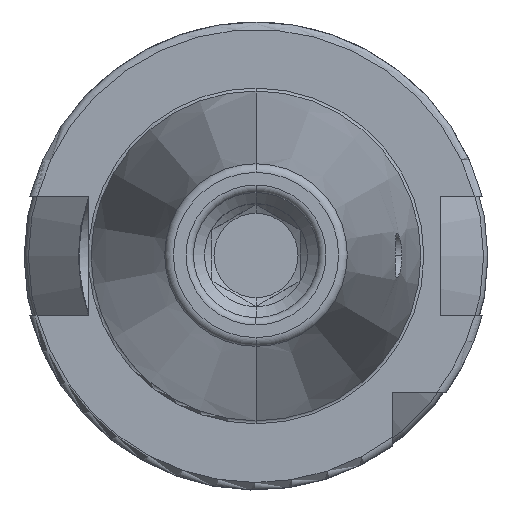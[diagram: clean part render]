
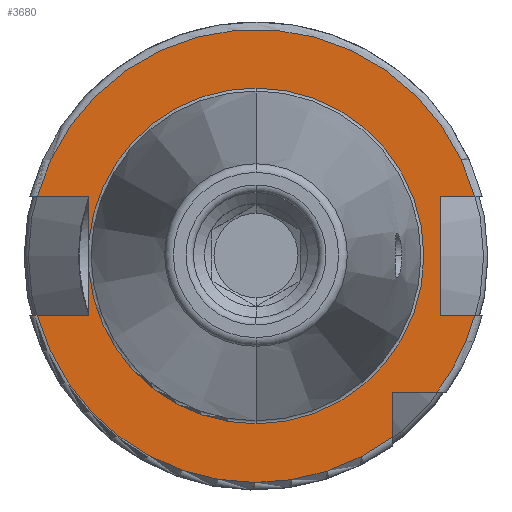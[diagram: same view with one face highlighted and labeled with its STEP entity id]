
A CAD part, top view. The second image highlights one B-rep face of the part: STEP entity #3680.
In plain terms, the highlighted planar face has unit normal (0, 0, 1).
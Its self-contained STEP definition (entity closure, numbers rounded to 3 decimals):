
#361=DIRECTION('',(1,0,0));
#362=VECTOR('',#361,7.004);
#363=CARTESIAN_POINT('',(-29.704,-8.05,15.9));
#364=LINE('',#363,#362);
#365=DIRECTION('',(0,1,0));
#366=VECTOR('',#365,5.917);
#367=CARTESIAN_POINT('',(-22.7,-8.05,15.9));
#368=LINE('',#367,#366);
#369=DIRECTION('',(0,1,0));
#370=VECTOR('',#369,5.917);
#371=CARTESIAN_POINT('',(-22.7,2.133,15.9));
#372=LINE('',#371,#370);
#373=DIRECTION('',(1,0,0));
#374=VECTOR('',#373,7.004);
#375=CARTESIAN_POINT('',(-29.704,8.05,15.9));
#376=LINE('',#375,#374);
#377=DIRECTION('',(-1,0,0));
#378=VECTOR('',#377,4.704);
#379=CARTESIAN_POINT('',(29.704,8.05,15.9));
#380=LINE('',#379,#378);
#381=DIRECTION('',(0,-1,0));
#382=VECTOR('',#381,16.1);
#383=CARTESIAN_POINT('',(25,8.05,15.9));
#384=LINE('',#383,#382);
#385=DIRECTION('',(-1,0,0));
#386=VECTOR('',#385,4.704);
#387=CARTESIAN_POINT('',(29.704,-8.05,15.9));
#388=LINE('',#387,#386);
#389=CARTESIAN_POINT('',(0,0,15.9));
#390=DIRECTION('',(0,0,1));
#391=DIRECTION('',(0.799,-0.601,0));
#392=AXIS2_PLACEMENT_3D('',#389,#390,#391);
#394=DIRECTION('',(-1,0,0));
#395=VECTOR('',#394,6.094);
#396=CARTESIAN_POINT('',(24.594,-18.5,15.9));
#397=LINE('',#396,#395);
#398=DIRECTION('',(0,1,0));
#399=VECTOR('',#398,6.094);
#400=CARTESIAN_POINT('',(18.5,-24.594,15.9));
#401=LINE('',#400,#399);
#412=CARTESIAN_POINT('',(0,0,15.9));
#413=DIRECTION('',(0,0,1));
#414=DIRECTION('',(0,1,0));
#415=AXIS2_PLACEMENT_3D('',#412,#413,#414);
#427=CARTESIAN_POINT('',(0,0,15.9));
#428=DIRECTION('',(0,0,1));
#429=DIRECTION('',(-0.996,-0.094,0));
#430=AXIS2_PLACEMENT_3D('',#427,#428,#429);
#432=CARTESIAN_POINT('',(0,0,15.9));
#433=DIRECTION('',(0,0,-1));
#434=DIRECTION('',(0,1,0));
#435=AXIS2_PLACEMENT_3D('',#432,#433,#434);
#2158=CARTESIAN_POINT('',(0,0,15.9));
#2159=DIRECTION('',(0,0,1));
#2160=DIRECTION('',(0.965,0.262,0));
#2161=AXIS2_PLACEMENT_3D('',#2158,#2159,#2160);
#2209=CARTESIAN_POINT('',(0,0,15.9));
#2210=DIRECTION('',(0,0,1));
#2211=DIRECTION('',(-0.965,-0.262,0));
#2212=AXIS2_PLACEMENT_3D('',#2209,#2210,#2211);
#2641=CARTESIAN_POINT('',(0,22.8,15.9));
#2643=VERTEX_POINT('',#2641);
#2663=CARTESIAN_POINT('',(0,-22.8,15.9));
#2665=VERTEX_POINT('',#2663);
#2803=CARTESIAN_POINT('',(-29.704,-8.05,15.9));
#2804=CARTESIAN_POINT('',(-22.7,-8.05,15.9));
#2805=VERTEX_POINT('',#2803);
#2806=VERTEX_POINT('',#2804);
#2807=CARTESIAN_POINT('',(-22.7,-2.133,15.9));
#2808=VERTEX_POINT('',#2807);
#2809=CARTESIAN_POINT('',(-22.7,2.133,15.9));
#2810=CARTESIAN_POINT('',(-22.7,8.05,15.9));
#2811=VERTEX_POINT('',#2809);
#2812=VERTEX_POINT('',#2810);
#2813=CARTESIAN_POINT('',(-29.704,8.05,15.9));
#2814=VERTEX_POINT('',#2813);
#2815=CARTESIAN_POINT('',(25,8.05,15.9));
#2816=CARTESIAN_POINT('',(25,-8.05,15.9));
#2817=VERTEX_POINT('',#2815);
#2818=VERTEX_POINT('',#2816);
#2819=CARTESIAN_POINT('',(29.704,-8.05,15.9));
#2820=VERTEX_POINT('',#2819);
#2821=CARTESIAN_POINT('',(29.704,8.05,15.9));
#2822=VERTEX_POINT('',#2821);
#2823=CARTESIAN_POINT('',(18.5,-24.594,15.9));
#2824=CARTESIAN_POINT('',(18.5,-18.5,15.9));
#2825=VERTEX_POINT('',#2823);
#2826=VERTEX_POINT('',#2824);
#2827=CARTESIAN_POINT('',(24.594,-18.5,15.9));
#2828=VERTEX_POINT('',#2827);
#3650=CARTESIAN_POINT('',(0,0,15.9));
#3651=DIRECTION('',(0,0,-1));
#3652=DIRECTION('',(0,-1,0));
#3653=AXIS2_PLACEMENT_3D('',#3650,#3651,#3652);
#3654=PLANE('',#3653);
#3655=ORIENTED_EDGE('',*,*,#3627,.T.);
#3656=ORIENTED_EDGE('',*,*,#3299,.T.);
#3658=ORIENTED_EDGE('',*,*,#3657,.T.);
#3660=ORIENTED_EDGE('',*,*,#3659,.F.);
#3662=ORIENTED_EDGE('',*,*,#3661,.T.);
#3663=ORIENTED_EDGE('',*,*,#3295,.T.);
#3664=ORIENTED_EDGE('',*,*,#3346,.F.);
#3666=ORIENTED_EDGE('',*,*,#3665,.F.);
#3668=ORIENTED_EDGE('',*,*,#3667,.T.);
#3670=ORIENTED_EDGE('',*,*,#3669,.T.);
#3671=ORIENTED_EDGE('',*,*,#3422,.F.);
#3673=ORIENTED_EDGE('',*,*,#3672,.F.);
#3674=ORIENTED_EDGE('',*,*,#3480,.T.);
#3675=ORIENTED_EDGE('',*,*,#3531,.F.);
#3677=ORIENTED_EDGE('',*,*,#3676,.F.);
#3678=EDGE_LOOP('',(#3655,#3656,#3658,#3660,#3662,#3663,#3664,#3666,#3668,#3670,
#3671,#3673,#3674,#3675,#3677));
#3679=FACE_OUTER_BOUND('',#3678,.F.);
#3680=ADVANCED_FACE('',(#3679),#3654,.F.);
#393=CIRCLE('',#392,30.775);
#416=CIRCLE('',#415,22.8);
#431=CIRCLE('',#430,22.8);
#436=CIRCLE('',#435,22.8);
#2162=CIRCLE('',#2161,30.775);
#2213=CIRCLE('',#2212,30.775);
#3295=EDGE_CURVE('',#2811,#2812,#372,.T.);
#3299=EDGE_CURVE('',#2806,#2808,#368,.T.);
#3346=EDGE_CURVE('',#2814,#2812,#376,.T.);
#3422=EDGE_CURVE('',#2820,#2818,#388,.T.);
#3480=EDGE_CURVE('',#2828,#2826,#397,.T.);
#3531=EDGE_CURVE('',#2825,#2826,#401,.T.);
#3627=EDGE_CURVE('',#2805,#2806,#364,.T.);
#3657=EDGE_CURVE('',#2808,#2665,#431,.T.);
#3659=EDGE_CURVE('',#2643,#2665,#436,.T.);
#3661=EDGE_CURVE('',#2643,#2811,#416,.T.);
#3665=EDGE_CURVE('',#2822,#2814,#2162,.T.);
#3667=EDGE_CURVE('',#2822,#2817,#380,.T.);
#3669=EDGE_CURVE('',#2817,#2818,#384,.T.);
#3672=EDGE_CURVE('',#2828,#2820,#393,.T.);
#3676=EDGE_CURVE('',#2805,#2825,#2213,.T.);
